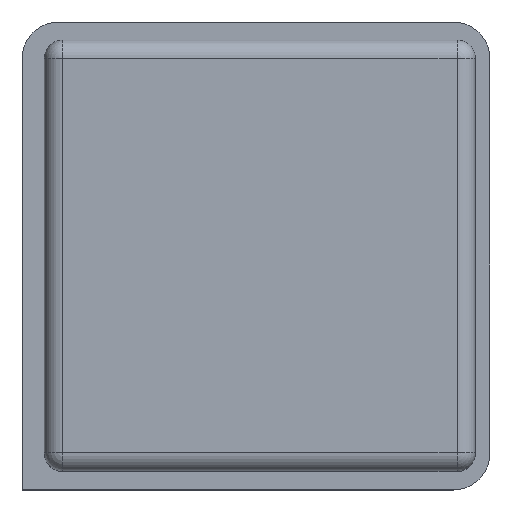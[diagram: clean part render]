
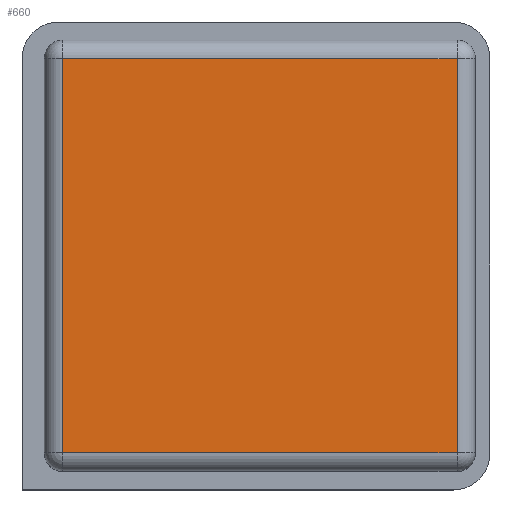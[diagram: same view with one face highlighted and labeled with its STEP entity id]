
A CAD part, top view. The second image highlights one B-rep face of the part: STEP entity #660.
In plain terms, the highlighted planar face has unit normal (0, 0, 1).
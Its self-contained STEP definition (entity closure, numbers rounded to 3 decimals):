
#32=VECTOR('',#33,1.);
#33=DIRECTION('',(1.,0.,0.));
#44=DIRECTION('',(0.,1.,0.));
#58=VECTOR('',#59,1.);
#59=DIRECTION('',(0.,-1.,0.));
#105=VECTOR('',#106,1.);
#106=DIRECTION('',(-1.,0.,0.));
#117=VECTOR('',#44,1.);
#170=DIRECTION('',(0.,0.,-1.));
#544=VERTEX_POINT('',#545);
#545=CARTESIAN_POINT('',(-1.54,-1.54,5.88));
#551=EDGE_CURVE('',#544,#552,#554,.T.);
#552=VERTEX_POINT('',#553);
#553=CARTESIAN_POINT('',(9.16,-1.54,5.88));
#554=LINE('',#545,#32);
#577=VERTEX_POINT('',#578);
#578=CARTESIAN_POINT('',(-1.54,9.16,5.88));
#583=EDGE_CURVE('',#577,#544,#584,.T.);
#584=LINE('',#578,#58);
#602=VERTEX_POINT('',#603);
#603=CARTESIAN_POINT('',(9.16,9.16,5.88));
#609=EDGE_CURVE('',#602,#577,#610,.T.);
#610=LINE('',#603,#105);
#630=EDGE_CURVE('',#552,#602,#631,.T.);
#631=LINE('',#553,#117);
#660=ADVANCED_FACE('',(#661),#667,.F.);
#661=FACE_BOUND('',#662,.F.);
#662=EDGE_LOOP('',(#663,#664,#665,#666));
#663=ORIENTED_EDGE('',*,*,#551,.F.);
#664=ORIENTED_EDGE('',*,*,#583,.F.);
#665=ORIENTED_EDGE('',*,*,#609,.F.);
#666=ORIENTED_EDGE('',*,*,#630,.F.);
#667=PLANE('',#668);
#668=AXIS2_PLACEMENT_3D('',#669,#170,#106);
#669=CARTESIAN_POINT('',(-1.54,-2.04,5.88));
